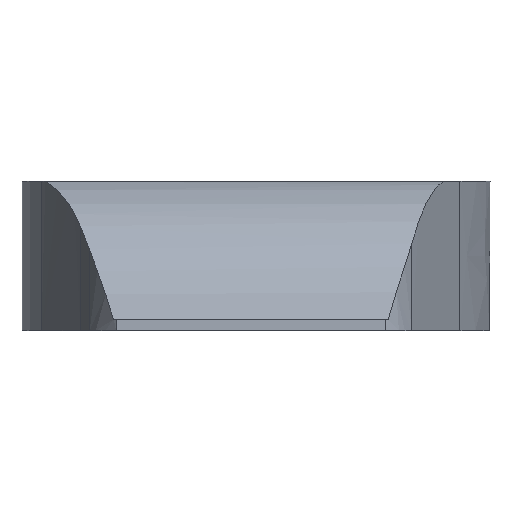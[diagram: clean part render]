
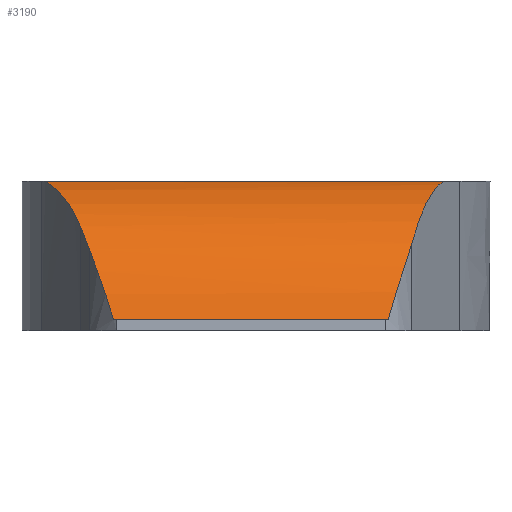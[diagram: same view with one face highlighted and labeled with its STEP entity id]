
A CAD part, front view. The second image highlights one B-rep face of the part: STEP entity #3190.
In plain terms, the highlighted cylindrical face has radius 32.596 mm (diameter 65.192 mm), a partial arc.
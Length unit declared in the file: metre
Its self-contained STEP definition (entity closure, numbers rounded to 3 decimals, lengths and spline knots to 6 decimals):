
#28=CYLINDRICAL_SURFACE('',#3393,0.032596);
#100=LINE('',#4550,#422);
#145=LINE('',#6430,#467);
#422=VECTOR('',#3597,1.);
#467=VECTOR('',#3650,1.);
#888=ORIENTED_EDGE('',*,*,#1841,.F.);
#889=ORIENTED_EDGE('',*,*,#1842,.T.);
#890=ORIENTED_EDGE('',*,*,#1843,.T.);
#891=ORIENTED_EDGE('',*,*,#1750,.T.);
#892=ORIENTED_EDGE('',*,*,#1844,.T.);
#893=ORIENTED_EDGE('',*,*,#1845,.T.);
#894=ORIENTED_EDGE('',*,*,#1846,.T.);
#1750=EDGE_CURVE('',#2229,#2228,#100,.T.);
#1841=EDGE_CURVE('',#2316,#2317,#145,.T.);
#1842=EDGE_CURVE('',#2316,#2318,#2586,.T.);
#1843=EDGE_CURVE('',#2318,#2229,#2587,.T.);
#1844=EDGE_CURVE('',#2228,#2319,#2588,.T.);
#1845=EDGE_CURVE('',#2319,#2320,#2589,.T.);
#1846=EDGE_CURVE('',#2320,#2317,#2590,.T.);
#2228=VERTEX_POINT('',#4549);
#2229=VERTEX_POINT('',#4551);
#2316=VERTEX_POINT('',#6431);
#2317=VERTEX_POINT('',#6432);
#2318=VERTEX_POINT('',#6439);
#2319=VERTEX_POINT('',#6453);
#2320=VERTEX_POINT('',#6458);
#2586=B_SPLINE_CURVE_WITH_KNOTS('',3,(#6433,#6434,#6435,#6436,#6437,#6438),
 .UNSPECIFIED.,.F.,.F.,(4,1,1,4),(0.002088,0.009793,
0.013646,0.017498),.UNSPECIFIED.);
#2587=B_SPLINE_CURVE_WITH_KNOTS('',3,(#6440,#6441,#6442,#6443,#6444,#6445,
#6446),.UNSPECIFIED.,.F.,.F.,(4,1,1,1,4),(0.,0.005683,0.011366,
0.017049,0.022732),.UNSPECIFIED.);
#2588=B_SPLINE_CURVE_WITH_KNOTS('',3,(#6447,#6448,#6449,#6450,#6451,#6452),
 .UNSPECIFIED.,.F.,.F.,(4,1,1,4),(0.,0.004735,
0.00947,0.018941),.UNSPECIFIED.);
#2589=B_SPLINE_CURVE_WITH_KNOTS('',3,(#6454,#6455,#6456,#6457),
 .UNSPECIFIED.,.F.,.F.,(4,4),(0.,0.005788),.UNSPECIFIED.);
#2590=B_SPLINE_CURVE_WITH_KNOTS('',3,(#6459,#6460,#6461,#6462,#6463),
 .UNSPECIFIED.,.F.,.F.,(4,1,4),(0.,0.007041,
0.014082),.UNSPECIFIED.);
#2645=EDGE_LOOP('',(#888,#889,#890,#891,#892,#893,#894));
#2861=FACE_BOUND('',#2645,.T.);
#3190=ADVANCED_FACE('',(#2861),#28,.T.);
#3393=AXIS2_PLACEMENT_3D('',#6429,#3648,#3649);
#3597=DIRECTION('',(-1.,0.,0.));
#3648=DIRECTION('',(-1.,0.,0.));
#3649=DIRECTION('',(0.,0.,1.));
#3650=DIRECTION('',(-1.,0.,0.));
#4549=CARTESIAN_POINT('',(0.034175,-0.022843,0.025882));
#4550=CARTESIAN_POINT('',(0.1388,-0.022843,0.025882));
#4551=CARTESIAN_POINT('',(0.103004,-0.022843,0.025882));
#6429=CARTESIAN_POINT('',(0.1388,-0.017083,-0.006201));
#6430=CARTESIAN_POINT('',(0.1388,-0.04863,0.002));
#6431=CARTESIAN_POINT('',(0.093443,-0.04863,0.002));
#6432=CARTESIAN_POINT('',(0.045946,-0.04863,0.002));
#6433=CARTESIAN_POINT('',(0.093443,-0.04863,0.002));
#6434=CARTESIAN_POINT('',(0.094081,-0.048001,0.00442));
#6435=CARTESIAN_POINT('',(0.095239,-0.046676,0.007855));
#6436=CARTESIAN_POINT('',(0.09665,-0.044105,0.012159));
#6437=CARTESIAN_POINT('',(0.097251,-0.042574,0.014153));
#6438=CARTESIAN_POINT('',(0.097532,-0.041745,0.015114));
#6439=CARTESIAN_POINT('',(0.097532,-0.041745,0.015114));
#6440=CARTESIAN_POINT('',(0.097532,-0.041745,0.015114));
#6441=CARTESIAN_POINT('',(0.097948,-0.040518,0.016533));
#6442=CARTESIAN_POINT('',(0.098712,-0.037852,0.019126));
#6443=CARTESIAN_POINT('',(0.100033,-0.033253,0.022284));
#6444=CARTESIAN_POINT('',(0.101476,-0.028199,0.024606));
#6445=CARTESIAN_POINT('',(0.102485,-0.024664,0.025555));
#6446=CARTESIAN_POINT('',(0.103004,-0.022843,0.025882));
#6447=CARTESIAN_POINT('',(0.034175,-0.022843,0.025882));
#6448=CARTESIAN_POINT('',(0.03469,-0.024322,0.025617));
#6449=CARTESIAN_POINT('',(0.035763,-0.027201,0.024892));
#6450=CARTESIAN_POINT('',(0.037906,-0.032752,0.022656));
#6451=CARTESIAN_POINT('',(0.039365,-0.036543,0.020127));
#6452=CARTESIAN_POINT('',(0.040239,-0.038819,0.01809));
#6453=CARTESIAN_POINT('',(0.040239,-0.038819,0.01809));
#6454=CARTESIAN_POINT('',(0.040239,-0.038819,0.01809));
#6455=CARTESIAN_POINT('',(0.04077,-0.040202,0.016852));
#6456=CARTESIAN_POINT('',(0.041276,-0.041483,0.015492));
#6457=CARTESIAN_POINT('',(0.041811,-0.042634,0.014039));
#6458=CARTESIAN_POINT('',(0.041811,-0.042634,0.014039));
#6459=CARTESIAN_POINT('',(0.041811,-0.042634,0.014039));
#6460=CARTESIAN_POINT('',(0.042472,-0.044054,0.012246));
#6461=CARTESIAN_POINT('',(0.043866,-0.046452,0.008459));
#6462=CARTESIAN_POINT('',(0.04534,-0.048053,0.004222));
#6463=CARTESIAN_POINT('',(0.045946,-0.04863,0.002));
